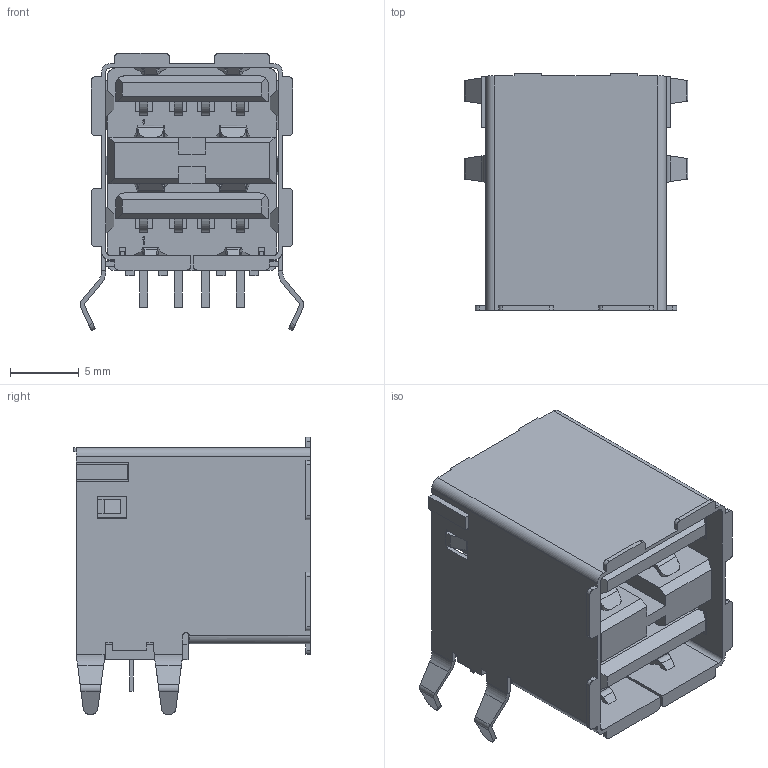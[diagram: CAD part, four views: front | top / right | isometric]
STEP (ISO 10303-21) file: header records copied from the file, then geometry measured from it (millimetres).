
FILE_DESCRIPTION((''),'2;1');
FILE_NAME('C-5787745-2-A-3D','2010-09-28T',('Wiebke'),(''),'PRO/ENGINEER BY PARAMETRIC TECHNOLOGY CORPORATION, 2008400','PRO/ENGINEER BY PARAMETRIC TECHNOLOGY CORPORATION, 2008400','');
FILE_SCHEMA(('AUTOMOTIVE_DESIGN_CC2 { 1 2 10303 214 -1 1 5 2 }'));
Length unit declared in the file: millimetre
Products named in the file (1): C-5787745-2-A-3D
Bounding box: 16.26 x 17.18 x 20.14 mm (x, y, z)
Volume: 1831 mm3; surface area: 3871 mm2
Topology: 1 solids, 1 shells, 678 faces, 1978 edges, 1316 vertices
Faces by surface type: plane 528, cylinder 150
Entity records: 28777 total; most frequent: CARTESIAN_POINT 4752, ORIENTED_EDGE 3956, DIRECTION 3308, PRESENTATION_STYLE_ASSIGNMENT 1981, STYLED_ITEM 1981, CURVE_STYLE 1980, EDGE_CURVE 1978, VECTOR 1648
